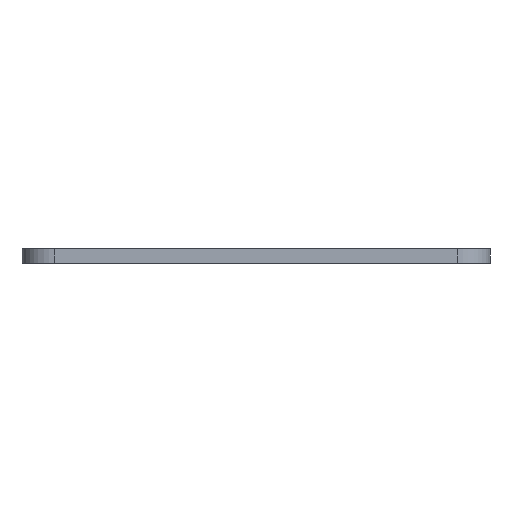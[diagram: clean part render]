
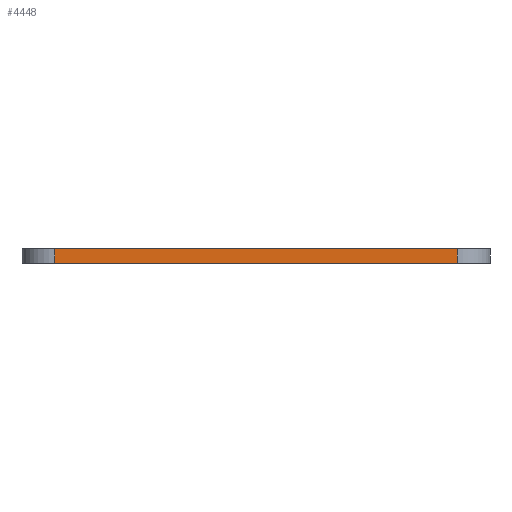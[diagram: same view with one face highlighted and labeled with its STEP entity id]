
A CAD part, left-side view. The second image highlights one B-rep face of the part: STEP entity #4448.
In plain terms, the highlighted planar face has unit normal (-1, 0, 0).
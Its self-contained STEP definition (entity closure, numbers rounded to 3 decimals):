
#2417 = VERTEX_POINT('',#2418);
#2418 = CARTESIAN_POINT('',(71.,-61.5,0.));
#2425 = EDGE_CURVE('',#2426,#2417,#2428,.T.);
#2426 = VERTEX_POINT('',#2427);
#2427 = CARTESIAN_POINT('',(71.,-104.5,0.));
#2428 = LINE('',#2429,#2430);
#2429 = CARTESIAN_POINT('',(71.,-104.5,0.));
#2430 = VECTOR('',#2431,1.);
#2431 = DIRECTION('',(0.,1.,0.));
#3419 = VERTEX_POINT('',#3420);
#3420 = CARTESIAN_POINT('',(71.,-61.5,1.51));
#3427 = EDGE_CURVE('',#3428,#3419,#3430,.T.);
#3428 = VERTEX_POINT('',#3429);
#3429 = CARTESIAN_POINT('',(71.,-104.5,1.51));
#3430 = LINE('',#3431,#3432);
#3431 = CARTESIAN_POINT('',(71.,-104.5,1.51));
#3432 = VECTOR('',#3433,1.);
#3433 = DIRECTION('',(0.,1.,0.));
#4418 = EDGE_CURVE('',#2417,#3419,#4419,.T.);
#4419 = LINE('',#4420,#4421);
#4420 = CARTESIAN_POINT('',(71.,-61.5,0.));
#4421 = VECTOR('',#4422,1.);
#4422 = DIRECTION('',(0.,0.,1.));
#4448 = ADVANCED_FACE('',(#4449),#4460,.T.);
#4449 = FACE_BOUND('',#4450,.T.);
#4450 = EDGE_LOOP('',(#4451,#4457,#4458,#4459));
#4451 = ORIENTED_EDGE('',*,*,#4452,.T.);
#4452 = EDGE_CURVE('',#2426,#3428,#4453,.T.);
#4453 = LINE('',#4454,#4455);
#4454 = CARTESIAN_POINT('',(71.,-104.5,0.));
#4455 = VECTOR('',#4456,1.);
#4456 = DIRECTION('',(0.,0.,1.));
#4457 = ORIENTED_EDGE('',*,*,#3427,.T.);
#4458 = ORIENTED_EDGE('',*,*,#4418,.F.);
#4459 = ORIENTED_EDGE('',*,*,#2425,.F.);
#4460 = PLANE('',#4461);
#4461 = AXIS2_PLACEMENT_3D('',#4462,#4463,#4464);
#4462 = CARTESIAN_POINT('',(71.,-104.5,0.));
#4463 = DIRECTION('',(-1.,0.,0.));
#4464 = DIRECTION('',(0.,1.,0.));
